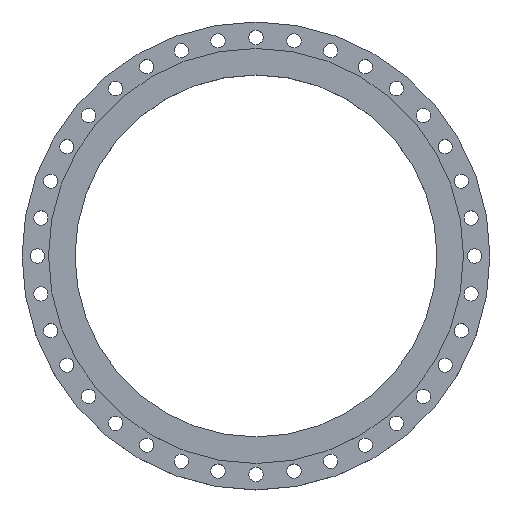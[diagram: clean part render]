
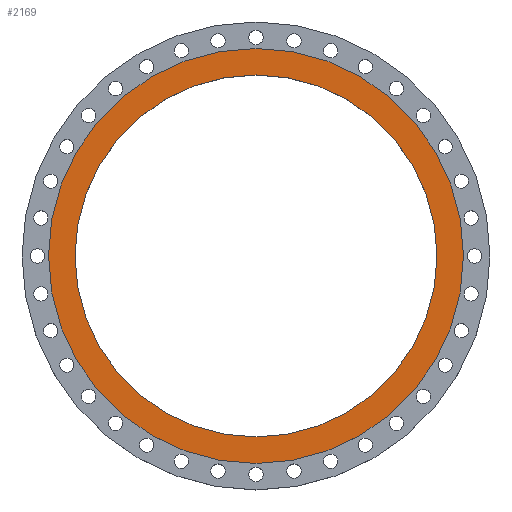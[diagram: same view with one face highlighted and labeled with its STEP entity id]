
A CAD part, top view. The second image highlights one B-rep face of the part: STEP entity #2169.
In plain terms, the highlighted planar face has unit normal (0, 0, 1).
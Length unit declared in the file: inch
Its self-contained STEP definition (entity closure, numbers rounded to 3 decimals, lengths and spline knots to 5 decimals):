
#15 = EDGE_CURVE ( 'NONE', #1284, #255, #2362, .T. ) ;
#53 = CARTESIAN_POINT ( 'NONE',  ( 20.5, 0., 0. ) ) ;
#150 = EDGE_CURVE ( 'NONE', #255, #1284, #2675, .T. ) ;
#151 = EDGE_LOOP ( 'NONE', ( #2975, #1780 ) ) ;
#158 = DIRECTION ( 'NONE',  ( 1., 0., 0. ) ) ;
#208 = DIRECTION ( 'NONE',  ( 1., 0., 0. ) ) ;
#215 = EDGE_LOOP ( 'NONE', ( #896, #2986 ) ) ;
#255 = VERTEX_POINT ( 'NONE', #1436 ) ;
#288 = DIRECTION ( 'NONE',  ( 1., 0., 0. ) ) ;
#355 = VERTEX_POINT ( 'NONE', #1500 ) ;
#374 = CARTESIAN_POINT ( 'NONE',  ( 0., 0., 0. ) ) ;
#425 = VERTEX_POINT ( 'NONE', #53 ) ;
#426 = FACE_OUTER_BOUND ( 'NONE', #215, .T. ) ;
#428 = AXIS2_PLACEMENT_3D ( 'NONE', #1525, #772, #288 ) ;
#527 = AXIS2_PLACEMENT_3D ( 'NONE', #2405, #1246, #1453 ) ;
#672 = DIRECTION ( 'NONE',  ( 0., 0., 1. ) ) ;
#689 = CARTESIAN_POINT ( 'NONE',  ( 0., 0., 0. ) ) ;
#772 = DIRECTION ( 'NONE',  ( 0., 0., 1. ) ) ;
#784 = CIRCLE ( 'NONE', #428, 20.5 ) ;
#869 = EDGE_CURVE ( 'NONE', #425, #355, #784, .T. ) ;
#896 = ORIENTED_EDGE ( 'NONE', *, *, #150, .T. ) ;
#1235 = DIRECTION ( 'NONE',  ( -1., 0., 0. ) ) ;
#1246 = DIRECTION ( 'NONE',  ( 0., 0., 1. ) ) ;
#1284 = VERTEX_POINT ( 'NONE', #2891 ) ;
#1346 = DIRECTION ( 'NONE',  ( 0., 0., 1. ) ) ;
#1436 = CARTESIAN_POINT ( 'NONE',  ( 23.5, 0., 0. ) ) ;
#1453 = DIRECTION ( 'NONE',  ( 1., 0., 0. ) ) ;
#1473 = CARTESIAN_POINT ( 'NONE',  ( 0., 20.5, 0. ) ) ;
#1500 = CARTESIAN_POINT ( 'NONE',  ( -20.5, 0., 0. ) ) ;
#1525 = CARTESIAN_POINT ( 'NONE',  ( 0., 0., 0. ) ) ;
#1693 = DIRECTION ( 'NONE',  ( 0., 0., -1. ) ) ;
#1780 = ORIENTED_EDGE ( 'NONE', *, *, #3138, .F. ) ;
#2169 = ADVANCED_FACE ( 'NONE', ( #2620, #426 ), #2383, .F. ) ;
#2270 = AXIS2_PLACEMENT_3D ( 'NONE', #374, #1346, #158 ) ;
#2362 = CIRCLE ( 'NONE', #2270, 23.5 ) ;
#2383 = PLANE ( 'NONE',  #2953 ) ;
#2405 = CARTESIAN_POINT ( 'NONE',  ( 0., 0., 0. ) ) ;
#2620 = FACE_BOUND ( 'NONE', #151, .T. ) ;
#2675 = CIRCLE ( 'NONE', #527, 23.5 ) ;
#2891 = CARTESIAN_POINT ( 'NONE',  ( -23.5, 0., 0. ) ) ;
#2896 = AXIS2_PLACEMENT_3D ( 'NONE', #689, #672, #208 ) ;
#2947 = CIRCLE ( 'NONE', #2896, 20.5 ) ;
#2953 = AXIS2_PLACEMENT_3D ( 'NONE', #1473, #1693, #1235 ) ;
#2975 = ORIENTED_EDGE ( 'NONE', *, *, #869, .F. ) ;
#2986 = ORIENTED_EDGE ( 'NONE', *, *, #15, .T. ) ;
#3138 = EDGE_CURVE ( 'NONE', #355, #425, #2947, .T. ) ;
